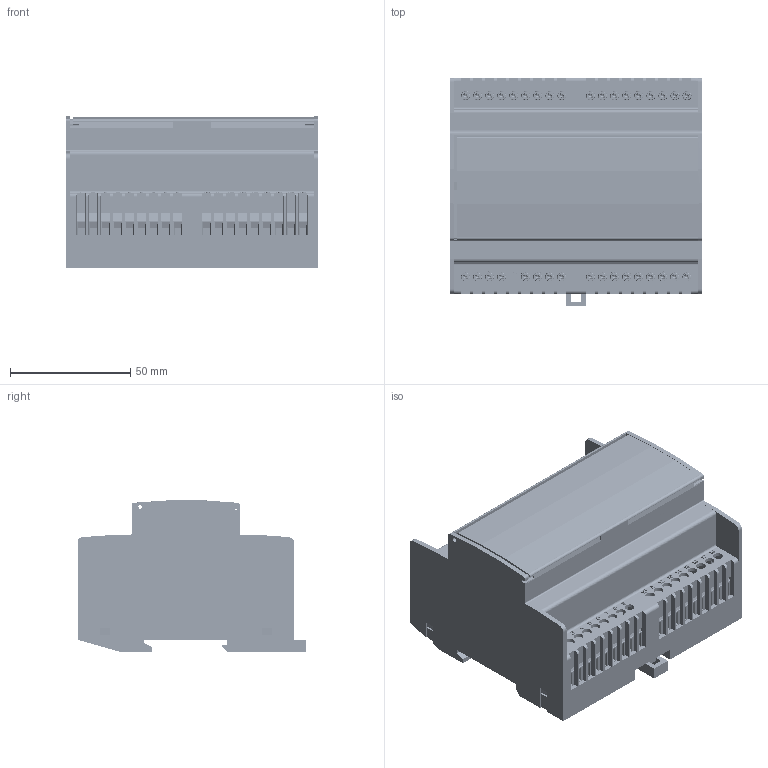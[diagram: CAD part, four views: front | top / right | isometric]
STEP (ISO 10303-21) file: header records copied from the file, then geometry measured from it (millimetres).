
FILE_DESCRIPTION(('STEP AP203'), '1');
FILE_NAME('Test file header', '2020-10-12T12:24:34', ('Default Math Test author'), ('Default Math Test organization'), 'ASCON STEP Converter 1.6', 'ASCON Math Kernel', 'Default Math Test authization');
FILE_SCHEMA(('CONFIG_CONTROL_DESIGN'));
Length unit declared in the file: millimetre
Products named in the file (51): Board; Designator716; mkdsn_2.5-3-5.00; Designator715; Designator714; Designator713; Designator712; Designator711; Designator710; Designator709; Designator708; Designator707; Designator706; MKDSN_2_5-3-5_00-135760_AF0; Designator705; SW4; CTT1102_12E5MM; SW3; SW2; SW1; LD9; LED_3MM_R_H5E5MM; LD8; LD7; LD6; LD5; LD4; LD3; LD2; LD1; DY3; TDS; DY2; DY1; ISOLTESTER_ASM; CM1461_2_2; CM1460; CM1651; MOLLA_AGGANCIO_RAPIDO_RI-R48
Assembly tree (73 placements, depth 6):
  (unnamed)
    (unnamed)
      (unnamed)
        Board
        Designator716
          mkdsn_2.5-3-5.00
        Designator715
          mkdsn_2.5-3-5.00
        Designator714
          mkdsn_2.5-3-5.00
        Designator713
          mkdsn_2.5-3-5.00
        Designator712
          mkdsn_2.5-3-5.00
        Designator711
          mkdsn_2.5-3-5.00
        Designator710
          mkdsn_2.5-3-5.00
        Designator709
          mkdsn_2.5-3-5.00
        Designator708
          mkdsn_2.5-3-5.00
        Designator707
          mkdsn_2.5-3-5.00
        Designator706
          MKDSN_2_5-3-5_00-135760_AF0
        Designator705
          mkdsn_2.5-3-5.00
    (unnamed)
      (unnamed)
        Board
    (unnamed)
      (unnamed)
        Board
        SW4
          CTT1102_12E5MM
        SW3
          CTT1102_12E5MM
        SW2
          CTT1102_12E5MM
        SW1
          CTT1102_12E5MM
        LD9
          LED_3MM_R_H5E5MM
        LD8
          LED_3MM_R_H5E5MM
        LD7
          LED_3MM_R_H5E5MM
        LD6
          LED_3MM_R_H5E5MM
        LD5
          LED_3MM_R_H5E5MM
        LD4
          LED_3MM_R_H5E5MM
        LD3
          LED_3MM_R_H5E5MM
        LD2
          LED_3MM_R_H5E5MM
        LD1
          LED_3MM_R_H5E5MM
Bounding box: 105 x 95 x 62.92 mm (x, y, z)
Volume: 133411.6 mm3; surface area: 158453.3 mm2
Topology: 38 solids, 38 shells, 7735 faces, 21039 edges, 13684 vertices
Faces by surface type: plane 6597, cylinder 912, torus 119, cone 107
Full cylindrical faces by diameter (mm): 0.457 x12, 0.722 x30, 0.798 x20, 0.9 x89, 1 x19, 1.002 x119, 1.103 x13, 1.3 x36, 1.306 x17, 1.5 x1, 1.51 x16, 2 x5, 2.5 x8, 2.9 x9, 3.008 x1, 3.2 x9, 3.262 x10, 3.5 x4, 3.75 x2, 4 x72, 5 x8, 10 x4
Entity records: 137205 total; most frequent: CARTESIAN_POINT 25670, ORIENTED_EDGE 21880, DIRECTION 19988, EDGE_CURVE 10940, LINE 9632, VECTOR 9632, VERTEX_POINT 7499, EDGE_LOOP 5345
